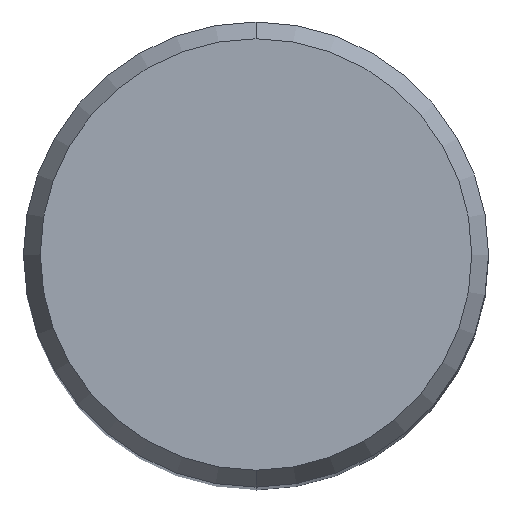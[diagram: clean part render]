
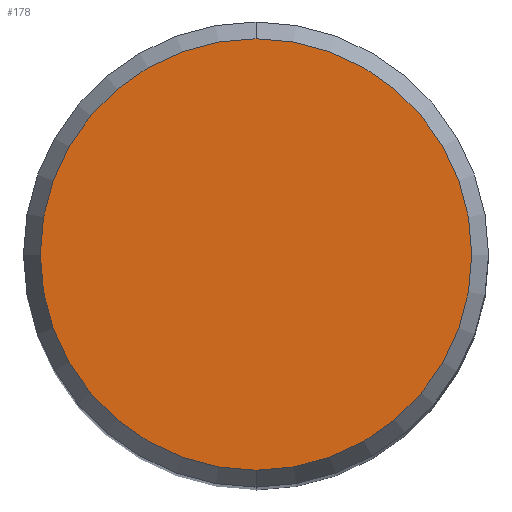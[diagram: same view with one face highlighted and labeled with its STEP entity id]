
A CAD part, top view. The second image highlights one B-rep face of the part: STEP entity #178.
In plain terms, the highlighted planar face has unit normal (0, 0, 1).
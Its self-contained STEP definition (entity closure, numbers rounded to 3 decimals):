
#120=VERTEX_POINT('',#265);
#124=EDGE_CURVE('',#120,#188,#269,.T.);
#150=EDGE_CURVE('',#188,#120,#300,.T.);
#178=ADVANCED_FACE('',(#329),#330,.T.);
#188=VERTEX_POINT('',#341);
#265=CARTESIAN_POINT('',(0.0,5.892,0.01));
#269=CIRCLE('',#429,5.892);
#300=CIRCLE('',#470,5.892);
#329=FACE_OUTER_BOUND('',#508,.T.);
#330=PLANE('',#509);
#341=CARTESIAN_POINT('',(0.,-5.892,0.01));
#429=AXIS2_PLACEMENT_3D('',#601,#602,#603);
#470=AXIS2_PLACEMENT_3D('',#648,#649,#650);
#508=EDGE_LOOP('',(#676,#677));
#509=AXIS2_PLACEMENT_3D('',#678,#679,#680);
#601=CARTESIAN_POINT('',(0.0,0.0,0.01));
#602=DIRECTION('',(0.0,0.0,-1.0));
#603=DIRECTION('',(0.0,1.0,0.0));
#648=CARTESIAN_POINT('',(0.0,0.0,0.01));
#649=DIRECTION('',(0.0,0.0,-1.0));
#650=DIRECTION('',(0.0,1.0,0.0));
#676=ORIENTED_EDGE('',*,*,#124,.F.);
#677=ORIENTED_EDGE('',*,*,#150,.F.);
#678=CARTESIAN_POINT('',(0.0,2.946,0.01));
#679=DIRECTION('',(-0.0,0.0,1.0));
#680=DIRECTION('',(0.0,-1.0,0.0));
